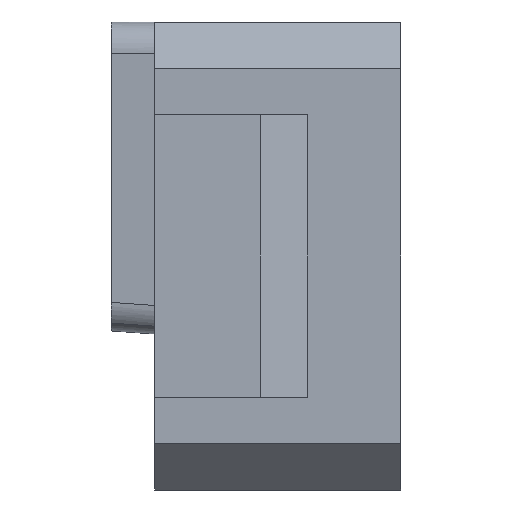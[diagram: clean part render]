
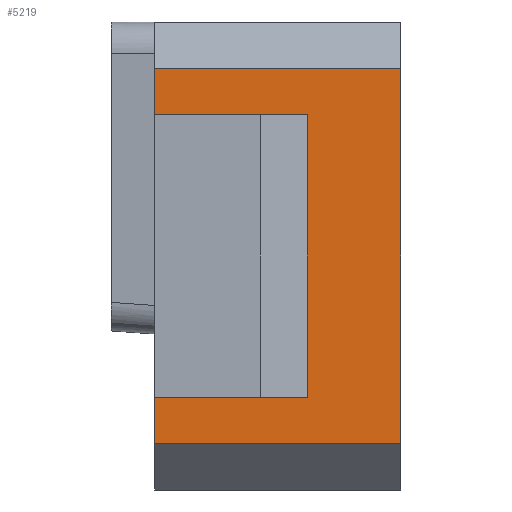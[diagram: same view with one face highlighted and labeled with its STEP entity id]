
A CAD part, left-side view. The second image highlights one B-rep face of the part: STEP entity #5219.
In plain terms, the highlighted planar face has unit normal (-1, 0, 0).
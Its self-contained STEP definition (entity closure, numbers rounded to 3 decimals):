
#29 = EDGE_CURVE ( 'NONE', #2038, #179, #4964, .T. ) ;
#123 = ORIENTED_EDGE ( 'NONE', *, *, #3071, .T. ) ;
#136 = DIRECTION ( 'NONE',  ( 0., 0., -1. ) ) ;
#145 = CARTESIAN_POINT ( 'NONE',  ( -12., -11., 53. ) ) ;
#179 = VERTEX_POINT ( 'NONE', #2859 ) ;
#244 = CARTESIAN_POINT ( 'NONE',  ( -12., -11., 55.95 ) ) ;
#320 = CARTESIAN_POINT ( 'NONE',  ( -12., -26.775, 53. ) ) ;
#338 = CARTESIAN_POINT ( 'NONE',  ( -12., -36., 74.05 ) ) ;
#502 = LINE ( 'NONE', #3792, #2337 ) ;
#527 = CARTESIAN_POINT ( 'NONE',  ( -12., -11., 77. ) ) ;
#590 = DIRECTION ( 'NONE',  ( 0., 0., -1. ) ) ;
#618 = ORIENTED_EDGE ( 'NONE', *, *, #3493, .T. ) ;
#675 = LINE ( 'NONE', #4355, #1615 ) ;
#778 = EDGE_CURVE ( 'NONE', #2038, #3170, #675, .T. ) ;
#797 = CARTESIAN_POINT ( 'NONE',  ( -12., -11., 80. ) ) ;
#859 = LINE ( 'NONE', #797, #2415 ) ;
#987 = LINE ( 'NONE', #2852, #3210 ) ;
#1252 = LINE ( 'NONE', #338, #1533 ) ;
#1533 = VECTOR ( 'NONE', #6004, 1000. ) ;
#1551 = EDGE_CURVE ( 'NONE', #3170, #2542, #859, .T. ) ;
#1615 = VECTOR ( 'NONE', #2545, 1000. ) ;
#1643 = VERTEX_POINT ( 'NONE', #2672 ) ;
#1751 = AXIS2_PLACEMENT_3D ( 'NONE', #4966, #2265, #2728 ) ;
#1756 = LINE ( 'NONE', #320, #5428 ) ;
#1910 = VECTOR ( 'NONE', #3469, 1000. ) ;
#2038 = VERTEX_POINT ( 'NONE', #2409 ) ;
#2200 = PLANE ( 'NONE',  #1751 ) ;
#2265 = DIRECTION ( 'NONE',  ( 1., 0., 0. ) ) ;
#2337 = VECTOR ( 'NONE', #4620, 1000. ) ;
#2409 = CARTESIAN_POINT ( 'NONE',  ( -12., -26.775, 77. ) ) ;
#2414 = VERTEX_POINT ( 'NONE', #244 ) ;
#2415 = VECTOR ( 'NONE', #3142, 1000. ) ;
#2461 = LINE ( 'NONE', #4301, #3011 ) ;
#2542 = VERTEX_POINT ( 'NONE', #3828 ) ;
#2545 = DIRECTION ( 'NONE',  ( 0., 1., 0. ) ) ;
#2672 = CARTESIAN_POINT ( 'NONE',  ( -12., -20.775, 74.05 ) ) ;
#2728 = DIRECTION ( 'NONE',  ( 0., 1., 0. ) ) ;
#2852 = CARTESIAN_POINT ( 'NONE',  ( -12., -11., 80. ) ) ;
#2859 = CARTESIAN_POINT ( 'NONE',  ( -12., -26.775, 53. ) ) ;
#2925 = ORIENTED_EDGE ( 'NONE', *, *, #29, .F. ) ;
#3011 = VECTOR ( 'NONE', #136, 1000. ) ;
#3071 = EDGE_CURVE ( 'NONE', #5490, #179, #1756, .T. ) ;
#3142 = DIRECTION ( 'NONE',  ( 0., 0., -1. ) ) ;
#3170 = VERTEX_POINT ( 'NONE', #527 ) ;
#3210 = VECTOR ( 'NONE', #590, 1000. ) ;
#3469 = DIRECTION ( 'NONE',  ( 0., 0., -1. ) ) ;
#3493 = EDGE_CURVE ( 'NONE', #2542, #1643, #1252, .T. ) ;
#3551 = DIRECTION ( 'NONE',  ( 0., -1., 0. ) ) ;
#3600 = FACE_OUTER_BOUND ( 'NONE', #4069, .T. ) ;
#3760 = ORIENTED_EDGE ( 'NONE', *, *, #4225, .T. ) ;
#3792 = CARTESIAN_POINT ( 'NONE',  ( -12., -36., 55.95 ) ) ;
#3828 = CARTESIAN_POINT ( 'NONE',  ( -12., -11., 74.05 ) ) ;
#4069 = EDGE_LOOP ( 'NONE', ( #4981, #618, #5286, #3760, #5985, #123, #2925, #4626 ) ) ;
#4225 = EDGE_CURVE ( 'NONE', #5203, #2414, #502, .T. ) ;
#4301 = CARTESIAN_POINT ( 'NONE',  ( -12., -20.775, 80. ) ) ;
#4355 = CARTESIAN_POINT ( 'NONE',  ( -12., -36., 77. ) ) ;
#4598 = EDGE_CURVE ( 'NONE', #2414, #5490, #987, .T. ) ;
#4620 = DIRECTION ( 'NONE',  ( 0., 1., 0. ) ) ;
#4626 = ORIENTED_EDGE ( 'NONE', *, *, #778, .T. ) ;
#4774 = EDGE_CURVE ( 'NONE', #1643, #5203, #2461, .T. ) ;
#4964 = LINE ( 'NONE', #5780, #1910 ) ;
#4966 = CARTESIAN_POINT ( 'NONE',  ( -12., -36., 80. ) ) ;
#4981 = ORIENTED_EDGE ( 'NONE', *, *, #1551, .T. ) ;
#4995 = CARTESIAN_POINT ( 'NONE',  ( -12., -20.775, 55.95 ) ) ;
#5203 = VERTEX_POINT ( 'NONE', #4995 ) ;
#5219 = ADVANCED_FACE ( 'NONE', ( #3600 ), #2200, .F. ) ;
#5286 = ORIENTED_EDGE ( 'NONE', *, *, #4774, .T. ) ;
#5428 = VECTOR ( 'NONE', #3551, 1000. ) ;
#5490 = VERTEX_POINT ( 'NONE', #145 ) ;
#5780 = CARTESIAN_POINT ( 'NONE',  ( -12., -26.775, 80. ) ) ;
#5985 = ORIENTED_EDGE ( 'NONE', *, *, #4598, .T. ) ;
#6004 = DIRECTION ( 'NONE',  ( 0., -1., 0. ) ) ;
